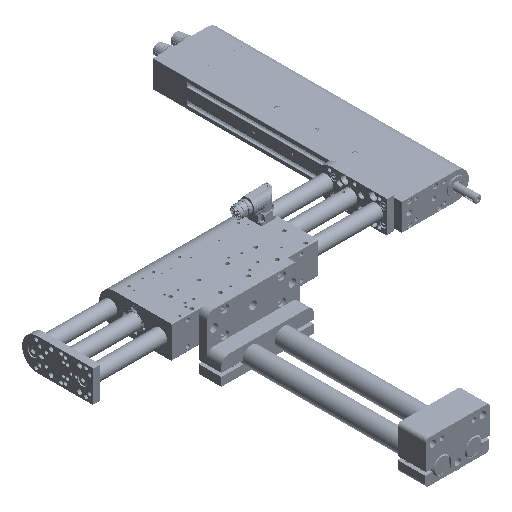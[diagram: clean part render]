
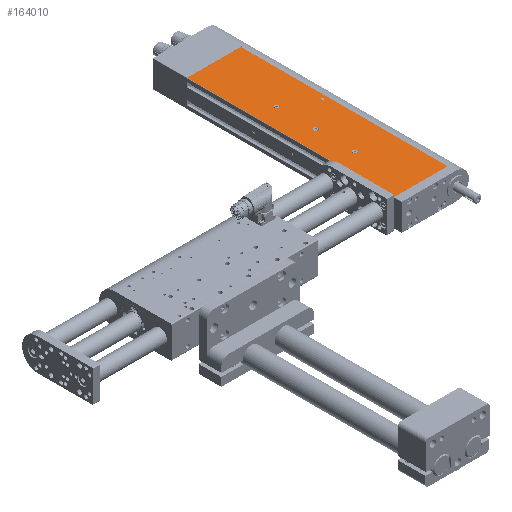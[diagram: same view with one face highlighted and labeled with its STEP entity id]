
A CAD part, isometric view. The second image highlights one B-rep face of the part: STEP entity #164010.
In plain terms, the highlighted face is planar.
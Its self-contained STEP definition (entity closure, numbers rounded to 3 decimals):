
#1480 = CARTESIAN_POINT ( 'NONE',  ( 19., -47.5, 79.85 ) ) ;
#2937 = DIRECTION ( 'NONE',  ( 0., 0., -1. ) ) ;
#3339 = ORIENTED_EDGE ( 'NONE', *, *, #139575, .F. ) ;
#4479 = FACE_OUTER_BOUND ( 'NONE', #138910, .T. ) ;
#8120 = DIRECTION ( 'NONE',  ( 0., 0., -1. ) ) ;
#9758 = CARTESIAN_POINT ( 'NONE',  ( 19., -75.5, 291. ) ) ;
#11686 = EDGE_CURVE ( 'NONE', #105715, #75814, #105958, .T. ) ;
#16221 = DIRECTION ( 'NONE',  ( 1., 0., 0. ) ) ;
#17836 = VERTEX_POINT ( 'NONE', #60547 ) ;
#21143 = DIRECTION ( 'NONE',  ( 0., -1., 0. ) ) ;
#21775 = AXIS2_PLACEMENT_3D ( 'NONE', #52352, #163661, #21143 ) ;
#24230 = FACE_BOUND ( 'NONE', #155810, .T. ) ;
#26883 = CARTESIAN_POINT ( 'NONE',  ( 19., 0., 291. ) ) ;
#27419 = EDGE_LOOP ( 'NONE', ( #3339 ) ) ;
#27594 = DIRECTION ( 'NONE',  ( 1., 0., 0. ) ) ;
#28659 = EDGE_LOOP ( 'NONE', ( #57492 ) ) ;
#29889 = CIRCLE ( 'NONE', #89637, 3.15 ) ;
#30263 = LINE ( 'NONE', #9758, #97977 ) ;
#31061 = AXIS2_PLACEMENT_3D ( 'NONE', #96330, #16221, #159763 ) ;
#33474 = DIRECTION ( 'NONE',  ( 0., 1., 0. ) ) ;
#37846 = ORIENTED_EDGE ( 'NONE', *, *, #182617, .F. ) ;
#49770 = ORIENTED_EDGE ( 'NONE', *, *, #131895, .T. ) ;
#52352 = CARTESIAN_POINT ( 'NONE',  ( 19., 0., 291. ) ) ;
#56471 = ORIENTED_EDGE ( 'NONE', *, *, #189377, .F. ) ;
#57492 = ORIENTED_EDGE ( 'NONE', *, *, #174302, .F. ) ;
#60547 = CARTESIAN_POINT ( 'NONE',  ( 19., -75.5, 290.95 ) ) ;
#64064 = ORIENTED_EDGE ( 'NONE', *, *, #11686, .F. ) ;
#65838 = VECTOR ( 'NONE', #33474, 1000. ) ;
#68855 = DIRECTION ( 'NONE',  ( 0., -1., 0. ) ) ;
#70958 = EDGE_LOOP ( 'NONE', ( #56471 ) ) ;
#71496 = DIRECTION ( 'NONE',  ( 1., 0., 0. ) ) ;
#72135 = EDGE_CURVE ( 'NONE', #105715, #17836, #84493, .T. ) ;
#75814 = VERTEX_POINT ( 'NONE', #162332 ) ;
#79984 = CARTESIAN_POINT ( 'NONE',  ( 19., -47.5, 83. ) ) ;
#81367 = CIRCLE ( 'NONE', #177745, 3.15 ) ;
#83461 = CARTESIAN_POINT ( 'NONE',  ( 19., -75.5, 290.95 ) ) ;
#84493 = LINE ( 'NONE', #83461, #158738 ) ;
#89637 = AXIS2_PLACEMENT_3D ( 'NONE', #149541, #71496, #103787 ) ;
#91056 = DIRECTION ( 'NONE',  ( 0., 0., -1. ) ) ;
#92366 = CARTESIAN_POINT ( 'NONE',  ( 19., -47.5, 134.85 ) ) ;
#93418 = VERTEX_POINT ( 'NONE', #173424 ) ;
#94946 = ORIENTED_EDGE ( 'NONE', *, *, #72135, .T. ) ;
#96330 = CARTESIAN_POINT ( 'NONE',  ( 19., -47.5, 138. ) ) ;
#97977 = VECTOR ( 'NONE', #121114, 1000. ) ;
#103787 = DIRECTION ( 'NONE',  ( 0., 0., -1. ) ) ;
#105715 = VERTEX_POINT ( 'NONE', #202018 ) ;
#105958 = LINE ( 'NONE', #26883, #144233 ) ;
#109991 = VERTEX_POINT ( 'NONE', #92366 ) ;
#119062 = VERTEX_POINT ( 'NONE', #144346 ) ;
#121114 = DIRECTION ( 'NONE',  ( 0., 0., -1. ) ) ;
#126651 = AXIS2_PLACEMENT_3D ( 'NONE', #135810, #27594, #91056 ) ;
#127049 = EDGE_CURVE ( 'NONE', #17836, #119062, #30263, .T. ) ;
#130409 = PLANE ( 'NONE',  #21775 ) ;
#131895 = EDGE_CURVE ( 'NONE', #119062, #75814, #191654, .T. ) ;
#132469 = FACE_BOUND ( 'NONE', #70958, .T. ) ;
#135810 = CARTESIAN_POINT ( 'NONE',  ( 19., -6., 170. ) ) ;
#138910 = EDGE_LOOP ( 'NONE', ( #184155, #49770, #64064, #94946 ) ) ;
#139575 = EDGE_CURVE ( 'NONE', #109991, #109991, #144054, .T. ) ;
#139870 = CIRCLE ( 'NONE', #126651, 1.525 ) ;
#144054 = CIRCLE ( 'NONE', #31061, 3.15 ) ;
#144233 = VECTOR ( 'NONE', #8120, 1000. ) ;
#144346 = CARTESIAN_POINT ( 'NONE',  ( 19., -75.5, 0.05 ) ) ;
#149541 = CARTESIAN_POINT ( 'NONE',  ( 19., -47.5, 193. ) ) ;
#155810 = EDGE_LOOP ( 'NONE', ( #37846 ) ) ;
#158738 = VECTOR ( 'NONE', #68855, 1000. ) ;
#159763 = DIRECTION ( 'NONE',  ( 0., 0., -1. ) ) ;
#162332 = CARTESIAN_POINT ( 'NONE',  ( 19., 0., 0.05 ) ) ;
#163661 = DIRECTION ( 'NONE',  ( -1., 0., 0. ) ) ;
#164010 = ADVANCED_FACE ( 'NONE', ( #181333, #24230, #132469, #165697, #4479 ), #130409, .F. ) ;
#165697 = FACE_BOUND ( 'NONE', #27419, .T. ) ;
#173424 = CARTESIAN_POINT ( 'NONE',  ( 19., -6., 168.475 ) ) ;
#174302 = EDGE_CURVE ( 'NONE', #93418, #93418, #139870, .T. ) ;
#175663 = DIRECTION ( 'NONE',  ( 1., 0., 0. ) ) ;
#176000 = CARTESIAN_POINT ( 'NONE',  ( 19., 0., 0.05 ) ) ;
#177745 = AXIS2_PLACEMENT_3D ( 'NONE', #79984, #175663, #2937 ) ;
#181333 = FACE_BOUND ( 'NONE', #28659, .T. ) ;
#182617 = EDGE_CURVE ( 'NONE', #196282, #196282, #29889, .T. ) ;
#184155 = ORIENTED_EDGE ( 'NONE', *, *, #127049, .T. ) ;
#189377 = EDGE_CURVE ( 'NONE', #189869, #189869, #81367, .T. ) ;
#189869 = VERTEX_POINT ( 'NONE', #1480 ) ;
#191654 = LINE ( 'NONE', #176000, #65838 ) ;
#196282 = VERTEX_POINT ( 'NONE', #202430 ) ;
#202018 = CARTESIAN_POINT ( 'NONE',  ( 19., 0., 290.95 ) ) ;
#202430 = CARTESIAN_POINT ( 'NONE',  ( 19., -47.5, 189.85 ) ) ;
